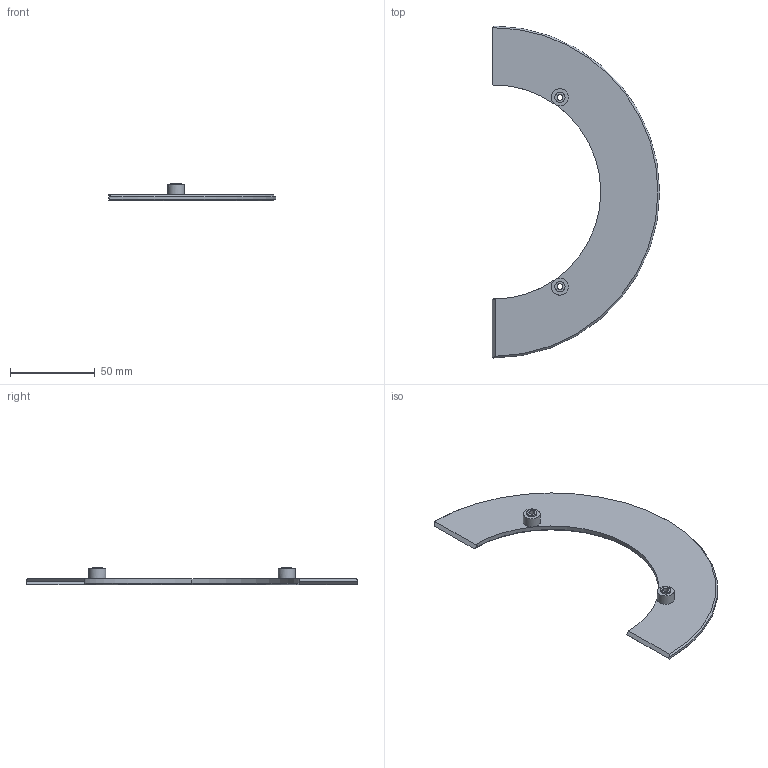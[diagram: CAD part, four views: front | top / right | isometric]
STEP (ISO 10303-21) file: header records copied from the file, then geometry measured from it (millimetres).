
FILE_DESCRIPTION(('FreeCAD Model'),'2;1');
FILE_NAME('Open CASCADE Shape Model','2023-12-17T08:25:23',(''),(''), 'Open CASCADE STEP processor 7.6','FreeCAD','Unknown');
FILE_SCHEMA(('AUTOMOTIVE_DESIGN { 1 0 10303 214 1 1 1 1 }'));
Length unit declared in the file: millimetre
Products named in the file (1): InnerHalfRing
Bounding box: 98.78 x 196 x 10.5 mm (x, y, z)
Volume: 31010.3 mm3; surface area: 19923.3 mm2
Topology: 1 solids, 1 shells, 54 faces, 127 edges, 79 vertices
Faces by surface type: plane 36, cylinder 10, cone 8
Full cylindrical faces by diameter (mm): 3.4 x2, 6 x2, 10 x2
Entity records: 3287 total; most frequent: CARTESIAN_POINT 622, DIRECTION 518, LINE 278, VECTOR 278, ORIENTED_EDGE 254, PCURVE 254, DEFINITIONAL_REPRESENTATION 254, EDGE_CURVE 127
